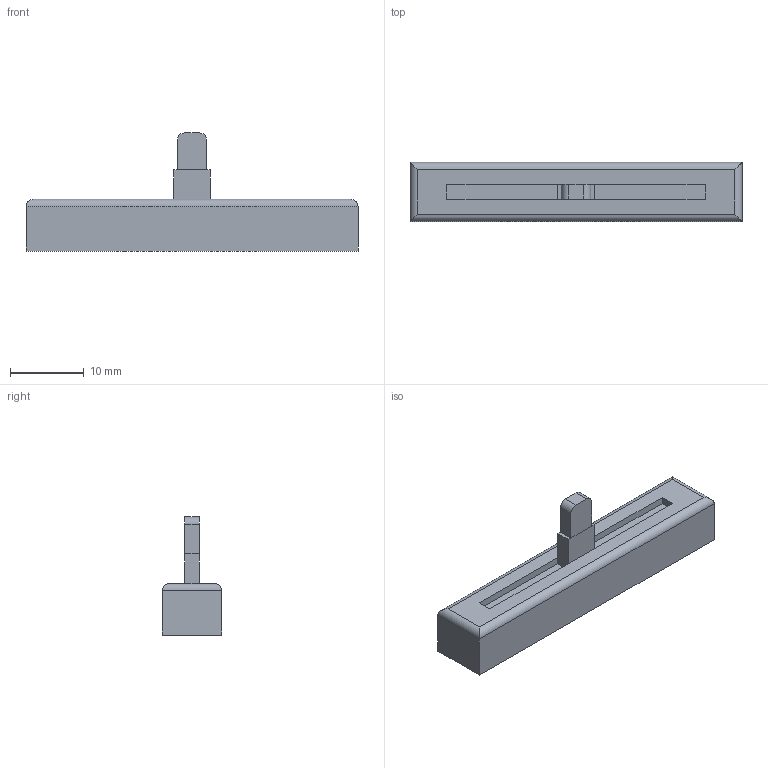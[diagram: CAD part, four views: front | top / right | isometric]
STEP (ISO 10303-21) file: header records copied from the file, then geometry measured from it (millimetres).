
FILE_DESCRIPTION(('FreeCAD Model'),'2;1');
FILE_NAME('Open CASCADE Shape Model','2024-05-17T19:43:19',(''),(''), 'Open CASCADE STEP processor 7.6','FreeCAD','Unknown');
FILE_SCHEMA(('AUTOMOTIVE_DESIGN { 1 0 10303 214 1 1 1 1 }'));
Length unit declared in the file: millimetre
Products named in the file (1): Metal Body
Bounding box: 45 x 8 x 16 mm (x, y, z)
Volume: 2516.8 mm3; surface area: 1597.4 mm2
Topology: 1 solids, 1 shells, 31 faces, 72 edges, 44 vertices
Faces by surface type: plane 25, cylinder 6
Entity records: 880 total; most frequent: CARTESIAN_POINT 148, DIRECTION 144, ORIENTED_EDGE 144, EDGE_CURVE 72, LINE 64, VECTOR 64, VERTEX_POINT 44, AXIS2_PLACEMENT_3D 40
